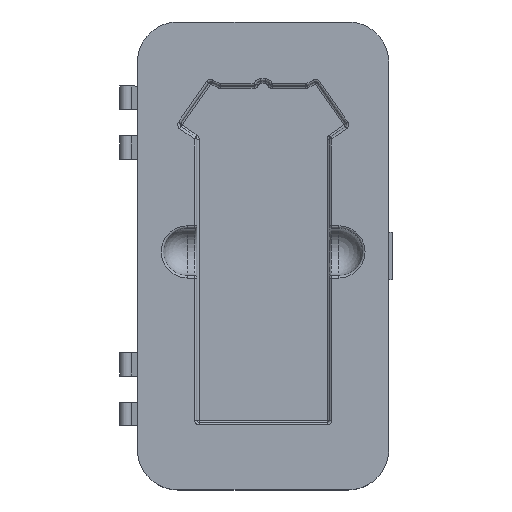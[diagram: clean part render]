
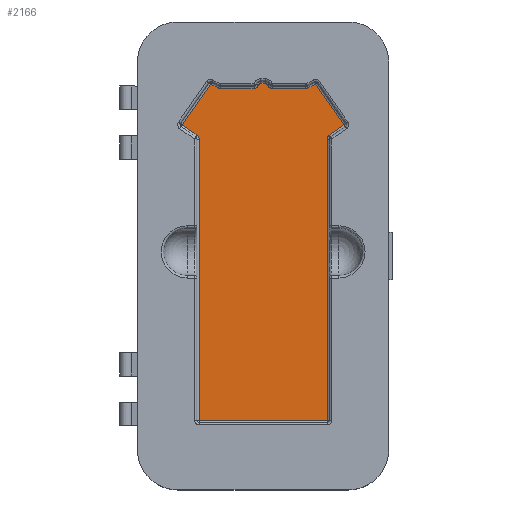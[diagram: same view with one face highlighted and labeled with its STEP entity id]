
A CAD part, top view. The second image highlights one B-rep face of the part: STEP entity #2166.
In plain terms, the highlighted planar face has unit normal (0, 0, 1).
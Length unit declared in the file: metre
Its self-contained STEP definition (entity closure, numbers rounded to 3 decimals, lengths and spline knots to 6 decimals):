
#86=CIRCLE('',#2362,0.001);
#87=CIRCLE('',#2363,0.002);
#88=CIRCLE('',#2364,0.002);
#89=CIRCLE('',#2365,0.002);
#90=CIRCLE('',#2366,0.002);
#91=CIRCLE('',#2367,0.002);
#92=CIRCLE('',#2368,0.002);
#93=CIRCLE('',#2369,0.001);
#466=ORIENTED_EDGE('',*,*,#1072,.T.);
#467=ORIENTED_EDGE('',*,*,#1073,.T.);
#468=ORIENTED_EDGE('',*,*,#1074,.F.);
#469=ORIENTED_EDGE('',*,*,#1075,.T.);
#470=ORIENTED_EDGE('',*,*,#1076,.F.);
#471=ORIENTED_EDGE('',*,*,#1077,.T.);
#472=ORIENTED_EDGE('',*,*,#1078,.T.);
#473=ORIENTED_EDGE('',*,*,#1079,.T.);
#474=ORIENTED_EDGE('',*,*,#1080,.F.);
#475=ORIENTED_EDGE('',*,*,#1081,.T.);
#476=ORIENTED_EDGE('',*,*,#1082,.T.);
#477=ORIENTED_EDGE('',*,*,#1083,.T.);
#478=ORIENTED_EDGE('',*,*,#1084,.F.);
#479=ORIENTED_EDGE('',*,*,#1085,.T.);
#480=ORIENTED_EDGE('',*,*,#1086,.T.);
#481=ORIENTED_EDGE('',*,*,#1087,.T.);
#482=ORIENTED_EDGE('',*,*,#1088,.F.);
#483=ORIENTED_EDGE('',*,*,#1089,.T.);
#484=ORIENTED_EDGE('',*,*,#1090,.F.);
#485=ORIENTED_EDGE('',*,*,#1091,.T.);
#1072=EDGE_CURVE('',#1372,#1373,#1546,.F.);
#1073=EDGE_CURVE('',#1373,#1374,#86,.T.);
#1074=EDGE_CURVE('',#1375,#1374,#87,.T.);
#1075=EDGE_CURVE('',#1375,#1376,#1547,.F.);
#1076=EDGE_CURVE('',#1377,#1376,#88,.T.);
#1077=EDGE_CURVE('',#1377,#1378,#1548,.F.);
#1078=EDGE_CURVE('',#1378,#1379,#1549,.T.);
#1079=EDGE_CURVE('',#1379,#1380,#1550,.F.);
#1080=EDGE_CURVE('',#1381,#1380,#89,.T.);
#1081=EDGE_CURVE('',#1381,#1382,#1551,.F.);
#1082=EDGE_CURVE('',#1382,#1383,#1552,.T.);
#1083=EDGE_CURVE('',#1383,#1384,#1553,.T.);
#1084=EDGE_CURVE('',#1385,#1384,#90,.T.);
#1085=EDGE_CURVE('',#1385,#1386,#1554,.T.);
#1086=EDGE_CURVE('',#1386,#1387,#1555,.F.);
#1087=EDGE_CURVE('',#1387,#1388,#1556,.T.);
#1088=EDGE_CURVE('',#1389,#1388,#91,.T.);
#1089=EDGE_CURVE('',#1389,#1390,#1557,.F.);
#1090=EDGE_CURVE('',#1391,#1390,#92,.T.);
#1091=EDGE_CURVE('',#1391,#1372,#93,.T.);
#1372=VERTEX_POINT('',#3696);
#1373=VERTEX_POINT('',#3697);
#1374=VERTEX_POINT('',#3699);
#1375=VERTEX_POINT('',#3701);
#1376=VERTEX_POINT('',#3703);
#1377=VERTEX_POINT('',#3705);
#1378=VERTEX_POINT('',#3707);
#1379=VERTEX_POINT('',#3709);
#1380=VERTEX_POINT('',#3711);
#1381=VERTEX_POINT('',#3713);
#1382=VERTEX_POINT('',#3715);
#1383=VERTEX_POINT('',#3717);
#1384=VERTEX_POINT('',#3719);
#1385=VERTEX_POINT('',#3721);
#1386=VERTEX_POINT('',#3723);
#1387=VERTEX_POINT('',#3725);
#1388=VERTEX_POINT('',#3727);
#1389=VERTEX_POINT('',#3729);
#1390=VERTEX_POINT('',#3731);
#1391=VERTEX_POINT('',#3733);
#1546=LINE('',#3695,#1716);
#1547=LINE('',#3702,#1717);
#1548=LINE('',#3706,#1718);
#1549=LINE('',#3708,#1719);
#1550=LINE('',#3710,#1720);
#1551=LINE('',#3714,#1721);
#1552=LINE('',#3716,#1722);
#1553=LINE('',#3718,#1723);
#1554=LINE('',#3722,#1724);
#1555=LINE('',#3724,#1725);
#1556=LINE('',#3726,#1726);
#1557=LINE('',#3730,#1727);
#1716=VECTOR('',#2859,1.);
#1717=VECTOR('',#2864,1.);
#1718=VECTOR('',#2867,1.);
#1719=VECTOR('',#2868,1.);
#1720=VECTOR('',#2869,1.);
#1721=VECTOR('',#2872,1.);
#1722=VECTOR('',#2873,1.);
#1723=VECTOR('',#2874,1.);
#1724=VECTOR('',#2877,1.);
#1725=VECTOR('',#2878,1.);
#1726=VECTOR('',#2879,1.);
#1727=VECTOR('',#2882,1.);
#1800=EDGE_LOOP('',(#466,#467,#468,#469,#470,#471,#472,#473,#474,#475,#476,
#477,#478,#479,#480,#481,#482,#483,#484,#485));
#1964=FACE_BOUND('',#1800,.T.);
#2110=PLANE('',#2361);
#2166=ADVANCED_FACE('',(#1964),#2110,.T.);
#2361=AXIS2_PLACEMENT_3D('',#3694,#2857,#2858);
#2362=AXIS2_PLACEMENT_3D('',#3698,#2860,#2861);
#2363=AXIS2_PLACEMENT_3D('',#3700,#2862,#2863);
#2364=AXIS2_PLACEMENT_3D('',#3704,#2865,#2866);
#2365=AXIS2_PLACEMENT_3D('',#3712,#2870,#2871);
#2366=AXIS2_PLACEMENT_3D('',#3720,#2875,#2876);
#2367=AXIS2_PLACEMENT_3D('',#3728,#2880,#2881);
#2368=AXIS2_PLACEMENT_3D('',#3732,#2883,#2884);
#2369=AXIS2_PLACEMENT_3D('',#3734,#2885,#2886);
#2857=DIRECTION('',(0.,0.,1.));
#2858=DIRECTION('',(1.,0.,0.));
#2859=DIRECTION('',(1.,0.,0.));
#2860=DIRECTION('',(0.,0.,1.));
#2861=DIRECTION('',(1.,0.,0.));
#2862=DIRECTION('',(0.,0.,1.));
#2863=DIRECTION('',(1.,0.,0.));
#2864=DIRECTION('',(1.,0.,0.));
#2865=DIRECTION('',(0.,0.,1.));
#2866=DIRECTION('',(1.,0.,0.));
#2867=DIRECTION('',(0.907,-0.421,0.));
#2868=DIRECTION('',(-0.572,-0.82,0.));
#2869=DIRECTION('',(-0.82,0.572,0.));
#2870=DIRECTION('',(0.,0.,1.));
#2871=DIRECTION('',(1.,0.,0.));
#2872=DIRECTION('',(0.,1.,0.));
#2873=DIRECTION('',(1.,0.,0.));
#2874=DIRECTION('',(0.,1.,0.));
#2875=DIRECTION('',(0.,0.,1.));
#2876=DIRECTION('',(1.,0.,0.));
#2877=DIRECTION('',(0.82,0.572,0.));
#2878=DIRECTION('',(0.572,-0.82,0.));
#2879=DIRECTION('',(-0.907,-0.421,0.));
#2880=DIRECTION('',(0.,0.,1.));
#2881=DIRECTION('',(1.,0.,0.));
#2882=DIRECTION('',(1.,0.,0.));
#2883=DIRECTION('',(0.,0.,1.));
#2884=DIRECTION('',(1.,0.,0.));
#2885=DIRECTION('',(0.,0.,1.));
#2886=DIRECTION('',(1.,0.,0.));
#3694=CARTESIAN_POINT('',(0.028,0.070312,-0.0265));
#3695=CARTESIAN_POINT('',(0.027,0.143,-0.0265));
#3696=CARTESIAN_POINT('',(0.029,0.143,-0.0265));
#3697=CARTESIAN_POINT('',(0.027,0.143,-0.0265));
#3698=CARTESIAN_POINT('',(0.027,0.142,-0.0265));
#3699=CARTESIAN_POINT('',(0.026057,0.142333,-0.0265));
#3700=CARTESIAN_POINT('',(0.024172,0.143,-0.0265));
#3701=CARTESIAN_POINT('',(0.024172,0.141,-0.0265));
#3702=CARTESIAN_POINT('',(0.009808,0.141,-0.0265));
#3703=CARTESIAN_POINT('',(0.010029,0.141,-0.0265));
#3704=CARTESIAN_POINT('',(0.010029,0.143,-0.0265));
#3705=CARTESIAN_POINT('',(0.009187,0.141186,-0.0265));
#3706=CARTESIAN_POINT('',(0.005079,0.143093,-0.0265));
#3707=CARTESIAN_POINT('',(0.00584,0.14274,-0.0265));
#3708=CARTESIAN_POINT('',(-0.020892,0.104421,-0.0265));
#3709=CARTESIAN_POINT('',(-0.00608,0.125653,-0.0265));
#3710=CARTESIAN_POINT('',(0.000572,0.121012,-0.0265));
#3711=CARTESIAN_POINT('',(0.000144,0.12131,-0.0265));
#3712=CARTESIAN_POINT('',(-0.001,0.11967,-0.0265));
#3713=CARTESIAN_POINT('',(0.001,0.11967,-0.0265));
#3714=CARTESIAN_POINT('',(0.001,0.001,-0.0265));
#3715=CARTESIAN_POINT('',(0.001,0.001,-0.0265));
#3716=CARTESIAN_POINT('',(0.028,0.001,-0.0265));
#3717=CARTESIAN_POINT('',(0.055,0.001,-0.0265));
#3718=CARTESIAN_POINT('',(0.055,0.070312,-0.0265));
#3719=CARTESIAN_POINT('',(0.055,0.11967,-0.0265));
#3720=CARTESIAN_POINT('',(0.057,0.11967,-0.0265));
#3721=CARTESIAN_POINT('',(0.055856,0.12131,-0.0265));
#3722=CARTESIAN_POINT('',(0.013188,0.091544,-0.0265));
#3723=CARTESIAN_POINT('',(0.06208,0.125653,-0.0265));
#3724=CARTESIAN_POINT('',(0.04968,0.143428,-0.0265));
#3725=CARTESIAN_POINT('',(0.05016,0.14274,-0.0265));
#3726=CARTESIAN_POINT('',(0.004268,0.121436,-0.0265));
#3727=CARTESIAN_POINT('',(0.046813,0.141186,-0.0265));
#3728=CARTESIAN_POINT('',(0.045971,0.143,-0.0265));
#3729=CARTESIAN_POINT('',(0.045971,0.141,-0.0265));
#3730=CARTESIAN_POINT('',(0.031,0.141,-0.0265));
#3731=CARTESIAN_POINT('',(0.031828,0.141,-0.0265));
#3732=CARTESIAN_POINT('',(0.031828,0.143,-0.0265));
#3733=CARTESIAN_POINT('',(0.029943,0.142333,-0.0265));
#3734=CARTESIAN_POINT('',(0.029,0.142,-0.0265));
